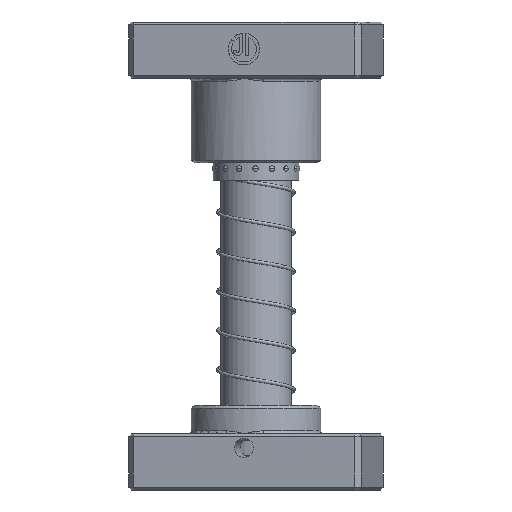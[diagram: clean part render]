
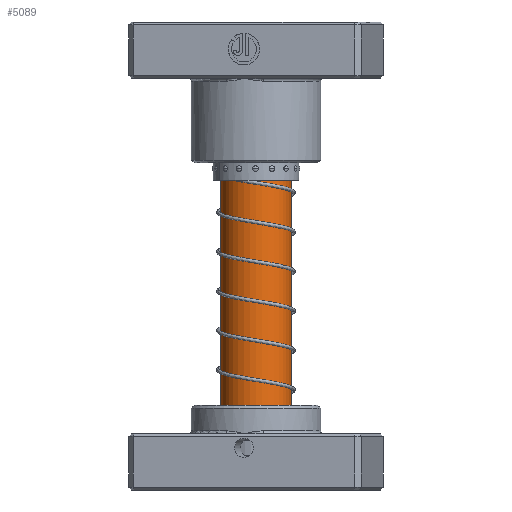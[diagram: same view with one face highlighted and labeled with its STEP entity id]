
A CAD part, front view. The second image highlights one B-rep face of the part: STEP entity #5089.
In plain terms, the highlighted cylindrical face has radius 12.5 mm (diameter 25 mm), a partial arc.
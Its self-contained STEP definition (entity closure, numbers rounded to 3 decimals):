
#86 = CARTESIAN_POINT ( 'NONE',  ( 12.5, 0., 140. ) ) ;
#397 = CYLINDRICAL_SURFACE ( 'NONE', #38611, 12.5 ) ;
#948 = CARTESIAN_POINT ( 'NONE',  ( 0., 0., 19.25 ) ) ;
#3433 = DIRECTION ( 'NONE',  ( 0., 0., -1. ) ) ;
#3609 = ORIENTED_EDGE ( 'NONE', *, *, #34576, .T. ) ;
#4165 = DIRECTION ( 'NONE',  ( -1., 0., 0. ) ) ;
#5070 = AXIS2_PLACEMENT_3D ( 'NONE', #14752, #36915, #17952 ) ;
#5089 = ADVANCED_FACE ( 'NONE', ( #25681 ), #397, .T. ) ;
#5669 = VERTEX_POINT ( 'NONE', #20898 ) ;
#6729 = DIRECTION ( 'NONE',  ( 0., 0., -1. ) ) ;
#6864 = CARTESIAN_POINT ( 'NONE',  ( 12.5, 0., 19.25 ) ) ;
#11016 = EDGE_CURVE ( 'NONE', #12923, #19862, #24980, .T. ) ;
#12441 = LINE ( 'NONE', #86, #37715 ) ;
#12923 = VERTEX_POINT ( 'NONE', #17050 ) ;
#14411 = ORIENTED_EDGE ( 'NONE', *, *, #20665, .F. ) ;
#14752 = CARTESIAN_POINT ( 'NONE',  ( 0., 0., 137.5 ) ) ;
#16243 = DIRECTION ( 'NONE',  ( -1., 0., 0. ) ) ;
#16604 = ORIENTED_EDGE ( 'NONE', *, *, #20138, .F. ) ;
#17050 = CARTESIAN_POINT ( 'NONE',  ( 12.5, 0., 137.5 ) ) ;
#17952 = DIRECTION ( 'NONE',  ( 1., 0., 0. ) ) ;
#17958 = CIRCLE ( 'NONE', #40311, 12.5 ) ;
#19626 = DIRECTION ( 'NONE',  ( 0., 0., -1. ) ) ;
#19862 = VERTEX_POINT ( 'NONE', #26880 ) ;
#20138 = EDGE_CURVE ( 'NONE', #40122, #5669, #17958, .T. ) ;
#20665 = EDGE_CURVE ( 'NONE', #12923, #40122, #12441, .T. ) ;
#20898 = CARTESIAN_POINT ( 'NONE',  ( -12.5, 0., 19.25 ) ) ;
#23115 = DIRECTION ( 'NONE',  ( 0., 0., -1. ) ) ;
#23275 = LINE ( 'NONE', #38567, #40080 ) ;
#23343 = EDGE_LOOP ( 'NONE', ( #14411, #40339, #3609, #16604 ) ) ;
#24980 = CIRCLE ( 'NONE', #5070, 12.5 ) ;
#25681 = FACE_OUTER_BOUND ( 'NONE', #23343, .T. ) ;
#26880 = CARTESIAN_POINT ( 'NONE',  ( -12.5, 0., 137.5 ) ) ;
#34576 = EDGE_CURVE ( 'NONE', #19862, #5669, #23275, .T. ) ;
#36915 = DIRECTION ( 'NONE',  ( 0., 0., -1. ) ) ;
#37715 = VECTOR ( 'NONE', #3433, 1000. ) ;
#38390 = CARTESIAN_POINT ( 'NONE',  ( 0., 0., 140. ) ) ;
#38567 = CARTESIAN_POINT ( 'NONE',  ( -12.5, 0., 140. ) ) ;
#38611 = AXIS2_PLACEMENT_3D ( 'NONE', #38390, #6729, #16243 ) ;
#40080 = VECTOR ( 'NONE', #19626, 1000. ) ;
#40122 = VERTEX_POINT ( 'NONE', #6864 ) ;
#40311 = AXIS2_PLACEMENT_3D ( 'NONE', #948, #23115, #4165 ) ;
#40339 = ORIENTED_EDGE ( 'NONE', *, *, #11016, .T. ) ;
